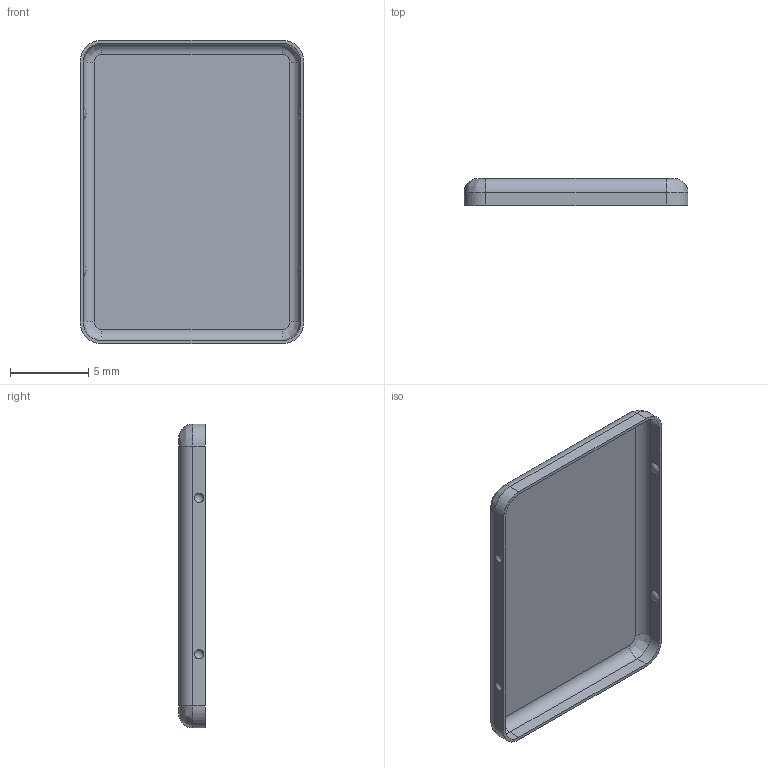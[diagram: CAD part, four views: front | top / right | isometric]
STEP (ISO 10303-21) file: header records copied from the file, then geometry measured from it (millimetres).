
FILE_DESCRIPTION( ( 'Unknown' ), '1' );
FILE_NAME( '3671190.stp', 'Unknown', ( 'Unknown' ), ( 'Unknown' ), 'PSStep 21.0.46', 'Unknown', ' ' );
FILE_SCHEMA( ( 'AUTOMOTIVE_DESIGN { 1 0 10303 214 1 1 1 1 }' ) );
Length unit declared in the file: millimetre
Products named in the file (1): MS190-10C
Bounding box: 14.3 x 1.7 x 19.4 mm (x, y, z)
Volume: 70.1 mm3; surface area: 713.6 mm2
Topology: 1 solids, 1 shells, 47 faces, 108 edges, 68 vertices
Faces by surface type: cylinder 16, plane 15, bspline 8, sphere 8
Entity records: 1826 total; most frequent: CARTESIAN_POINT 344, DIRECTION 248, ORIENTED_EDGE 216, EDGE_CURVE 108, AXIS2_PLACEMENT_3D 100, VERTEX_POINT 68, CIRCLE 60, EDGE_LOOP 52
